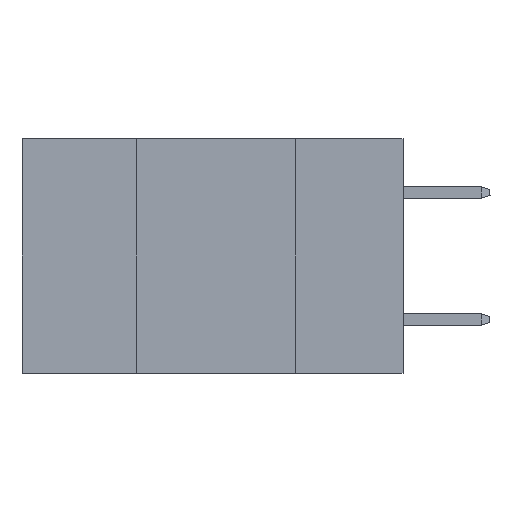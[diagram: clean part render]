
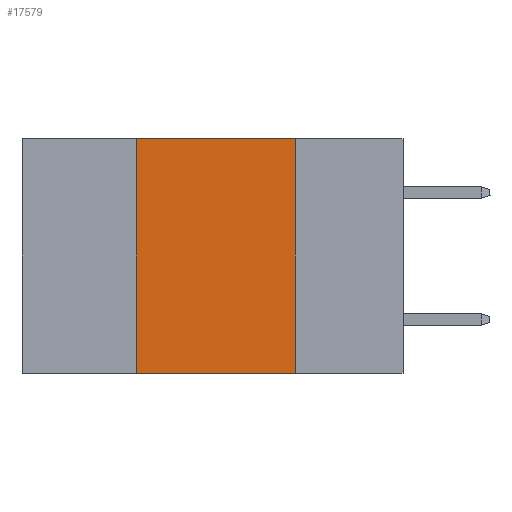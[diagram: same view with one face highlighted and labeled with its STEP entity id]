
A CAD part, left-side view. The second image highlights one B-rep face of the part: STEP entity #17579.
In plain terms, the highlighted planar face has unit normal (-1, 0, 0).
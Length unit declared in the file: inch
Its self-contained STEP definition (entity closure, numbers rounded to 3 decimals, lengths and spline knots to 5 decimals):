
#140 = DIRECTION ( 'NONE',  ( 0., 0., 1. ) ) ;
#3918 = VERTEX_POINT ( 'NONE', #27621 ) ;
#4442 = PLANE ( 'NONE',  #11050 ) ;
#4568 = VERTEX_POINT ( 'NONE', #8617 ) ;
#5297 = CARTESIAN_POINT ( 'NONE',  ( 0., 0.17, 0. ) ) ;
#6802 = VECTOR ( 'NONE', #140, 39.37008 ) ;
#8617 = CARTESIAN_POINT ( 'NONE',  ( 0., 0.17, -0.37 ) ) ;
#8779 = EDGE_CURVE ( 'NONE', #20683, #4568, #31372, .T. ) ;
#10043 = CARTESIAN_POINT ( 'NONE',  ( 0., 0.6, 0. ) ) ;
#10729 = DIRECTION ( 'NONE',  ( 0., -1., 0. ) ) ;
#11050 = AXIS2_PLACEMENT_3D ( 'NONE', #42798, #43480, #21463 ) ;
#11784 = LINE ( 'NONE', #32047, #39612 ) ;
#11969 = EDGE_CURVE ( 'NONE', #3918, #12562, #34379, .T. ) ;
#12562 = VERTEX_POINT ( 'NONE', #5297 ) ;
#13875 = CARTESIAN_POINT ( 'NONE',  ( 0., 0.6, -0.37 ) ) ;
#17579 = ADVANCED_FACE ( 'NONE', ( #36157 ), #4442, .F. ) ;
#18047 = ORIENTED_EDGE ( 'NONE', *, *, #8779, .T. ) ;
#20683 = VERTEX_POINT ( 'NONE', #22303 ) ;
#21463 = DIRECTION ( 'NONE',  ( 0., 0., -1. ) ) ;
#21690 = DIRECTION ( 'NONE',  ( 0., 0., -1. ) ) ;
#22303 = CARTESIAN_POINT ( 'NONE',  ( 0., 0.42, -0.37 ) ) ;
#24147 = ORIENTED_EDGE ( 'NONE', *, *, #25483, .F. ) ;
#25483 = EDGE_CURVE ( 'NONE', #20683, #3918, #30995, .T. ) ;
#26864 = VECTOR ( 'NONE', #10729, 39.37008 ) ;
#27621 = CARTESIAN_POINT ( 'NONE',  ( 0., 0.42, 0. ) ) ;
#29929 = ORIENTED_EDGE ( 'NONE', *, *, #37901, .F. ) ;
#30995 = LINE ( 'NONE', #31683, #6802 ) ;
#31372 = LINE ( 'NONE', #13875, #36169 ) ;
#31683 = CARTESIAN_POINT ( 'NONE',  ( 0., 0.42, 0. ) ) ;
#32047 = CARTESIAN_POINT ( 'NONE',  ( 0., 0.17, 0. ) ) ;
#34379 = LINE ( 'NONE', #10043, #26864 ) ;
#35603 = ORIENTED_EDGE ( 'NONE', *, *, #11969, .F. ) ;
#36157 = FACE_OUTER_BOUND ( 'NONE', #37234, .T. ) ;
#36169 = VECTOR ( 'NONE', #38003, 39.37008 ) ;
#37234 = EDGE_LOOP ( 'NONE', ( #29929, #35603, #24147, #18047 ) ) ;
#37901 = EDGE_CURVE ( 'NONE', #12562, #4568, #11784, .T. ) ;
#38003 = DIRECTION ( 'NONE',  ( 0., -1., 0. ) ) ;
#39612 = VECTOR ( 'NONE', #21690, 39.37008 ) ;
#42798 = CARTESIAN_POINT ( 'NONE',  ( 0., 0.6, 0. ) ) ;
#43480 = DIRECTION ( 'NONE',  ( 1., 0., 0. ) ) ;
